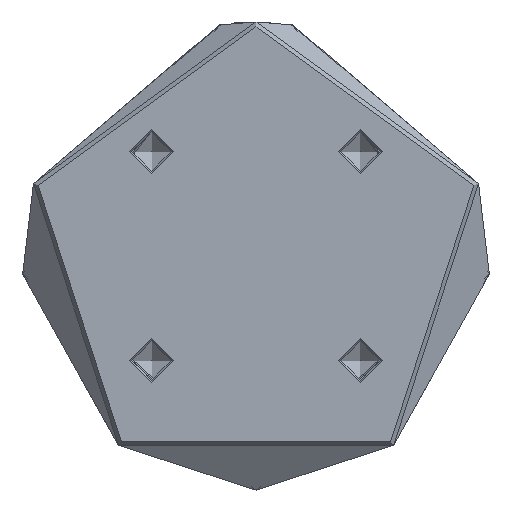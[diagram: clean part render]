
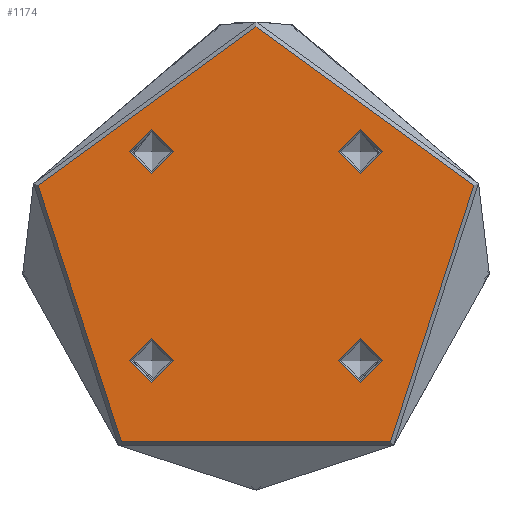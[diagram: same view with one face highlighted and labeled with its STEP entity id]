
A CAD part, front view. The second image highlights one B-rep face of the part: STEP entity #1174.
In plain terms, the highlighted face is planar.
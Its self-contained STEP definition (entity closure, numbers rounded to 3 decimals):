
#23 = VERTEX_POINT ( 'NONE', #6232 ) ;
#109 = VERTEX_POINT ( 'NONE', #2829 ) ;
#247 = FACE_BOUND ( 'NONE', #2494, .T. ) ;
#296 = CARTESIAN_POINT ( 'NONE',  ( 21.213, -21.213, 0. ) ) ;
#300 = PLANE ( 'NONE',  #4178 ) ;
#468 = EDGE_CURVE ( 'NONE', #5626, #5626, #5571, .T. ) ;
#722 = EDGE_CURVE ( 'NONE', #1835, #1835, #2891, .T. ) ;
#768 = DIRECTION ( 'NONE',  ( 1., 0., 0. ) ) ;
#770 = DIRECTION ( 'NONE',  ( 0., 0., -1. ) ) ;
#802 = VERTEX_POINT ( 'NONE', #3871 ) ;
#1129 = DIRECTION ( 'NONE',  ( 0., 0., 1. ) ) ;
#1174 = ADVANCED_FACE ( 'NONE', ( #6235, #247, #3761, #3708, #6228 ), #300, .F. ) ;
#1234 = EDGE_LOOP ( 'NONE', ( #4251 ) ) ;
#1706 = ORIENTED_EDGE ( 'NONE', *, *, #722, .F. ) ;
#1788 = CARTESIAN_POINT ( 'NONE',  ( -21.213, 21.213, 0. ) ) ;
#1794 = ORIENTED_EDGE ( 'NONE', *, *, #468, .F. ) ;
#1835 = VERTEX_POINT ( 'NONE', #2806 ) ;
#2308 = DIRECTION ( 'NONE',  ( -1., 0., 0. ) ) ;
#2424 = CARTESIAN_POINT ( 'NONE',  ( -21.213, -21.213, 0. ) ) ;
#2427 = ORIENTED_EDGE ( 'NONE', *, *, #5328, .T. ) ;
#2486 = AXIS2_PLACEMENT_3D ( 'NONE', #2755, #6163, #3258 ) ;
#2494 = EDGE_LOOP ( 'NONE', ( #2427 ) ) ;
#2755 = CARTESIAN_POINT ( 'NONE',  ( 0., 0., 0. ) ) ;
#2806 = CARTESIAN_POINT ( 'NONE',  ( -25.713, -21.213, 0. ) ) ;
#2829 = CARTESIAN_POINT ( 'NONE',  ( 46.5, 0., 0. ) ) ;
#2864 = EDGE_CURVE ( 'NONE', #109, #109, #3377, .T. ) ;
#2891 = CIRCLE ( 'NONE', #5927, 4.5 ) ;
#2941 = EDGE_CURVE ( 'NONE', #23, #23, #4301, .T. ) ;
#2945 = DIRECTION ( 'NONE',  ( -1., 0., 0. ) ) ;
#3258 = DIRECTION ( 'NONE',  ( 1., 0., 0. ) ) ;
#3377 = CIRCLE ( 'NONE', #2486, 46.5 ) ;
#3462 = ORIENTED_EDGE ( 'NONE', *, *, #2864, .T. ) ;
#3519 = AXIS2_PLACEMENT_3D ( 'NONE', #296, #3797, #768 ) ;
#3708 = FACE_BOUND ( 'NONE', #3880, .T. ) ;
#3761 = FACE_BOUND ( 'NONE', #1234, .T. ) ;
#3797 = DIRECTION ( 'NONE',  ( 0., 0., -1. ) ) ;
#3801 = CARTESIAN_POINT ( 'NONE',  ( 0., 0., 0. ) ) ;
#3871 = CARTESIAN_POINT ( 'NONE',  ( -25.713, 21.213, 0. ) ) ;
#3880 = EDGE_LOOP ( 'NONE', ( #1794 ) ) ;
#4153 = CARTESIAN_POINT ( 'NONE',  ( 21.213, 21.213, 0. ) ) ;
#4178 = AXIS2_PLACEMENT_3D ( 'NONE', #3801, #770, #4266 ) ;
#4251 = ORIENTED_EDGE ( 'NONE', *, *, #2941, .T. ) ;
#4266 = DIRECTION ( 'NONE',  ( -1., 0., 0. ) ) ;
#4301 = CIRCLE ( 'NONE', #3519, 4.5 ) ;
#4403 = AXIS2_PLACEMENT_3D ( 'NONE', #4153, #1129, #4631 ) ;
#4631 = DIRECTION ( 'NONE',  ( 1., 0., 0. ) ) ;
#5232 = CARTESIAN_POINT ( 'NONE',  ( 25.713, 21.213, 0. ) ) ;
#5245 = DIRECTION ( 'NONE',  ( 0., 0., -1. ) ) ;
#5328 = EDGE_CURVE ( 'NONE', #802, #802, #5902, .T. ) ;
#5336 = EDGE_LOOP ( 'NONE', ( #1706 ) ) ;
#5571 = CIRCLE ( 'NONE', #4403, 4.5 ) ;
#5626 = VERTEX_POINT ( 'NONE', #5232 ) ;
#5799 = AXIS2_PLACEMENT_3D ( 'NONE', #1788, #5245, #2308 ) ;
#5848 = DIRECTION ( 'NONE',  ( 0., 0., 1. ) ) ;
#5902 = CIRCLE ( 'NONE', #5799, 4.5 ) ;
#5927 = AXIS2_PLACEMENT_3D ( 'NONE', #2424, #5848, #2945 ) ;
#6109 = EDGE_LOOP ( 'NONE', ( #3462 ) ) ;
#6163 = DIRECTION ( 'NONE',  ( 0., 0., 1. ) ) ;
#6228 = FACE_OUTER_BOUND ( 'NONE', #6109, .T. ) ;
#6232 = CARTESIAN_POINT ( 'NONE',  ( 25.713, -21.213, 0. ) ) ;
#6235 = FACE_BOUND ( 'NONE', #5336, .T. ) ;
